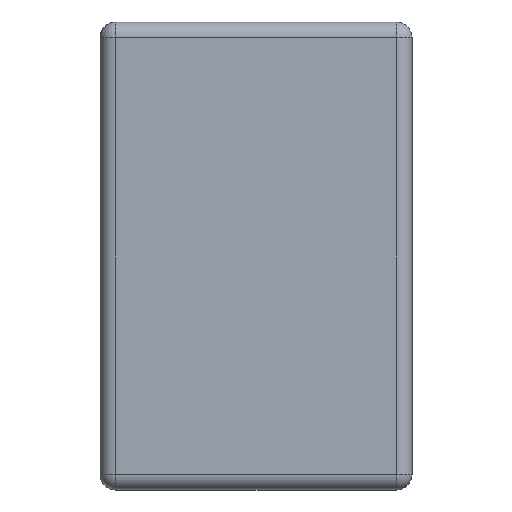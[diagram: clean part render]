
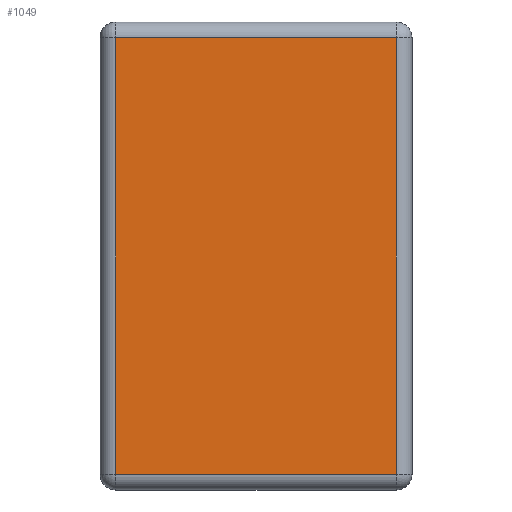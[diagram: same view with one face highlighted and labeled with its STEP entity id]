
A CAD part, left-side view. The second image highlights one B-rep face of the part: STEP entity #1049.
In plain terms, the highlighted planar face has unit normal (-1, 0, 0).
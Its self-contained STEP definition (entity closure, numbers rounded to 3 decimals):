
#114 = EDGE_CURVE ( 'NONE', #782, #2207, #1572, .T. ) ;
#328 = EDGE_CURVE ( 'NONE', #1923, #782, #3044, .T. ) ;
#397 = ORIENTED_EDGE ( 'NONE', *, *, #1824, .T. ) ;
#482 = DIRECTION ( 'NONE',  ( -1., 0., 0. ) ) ;
#491 = AXIS2_PLACEMENT_3D ( 'NONE', #1238, #482, #729 ) ;
#534 = CARTESIAN_POINT ( 'NONE',  ( -0.5, 0., 0.725 ) ) ;
#656 = ORIENTED_EDGE ( 'NONE', *, *, #2389, .T. ) ;
#729 = DIRECTION ( 'NONE',  ( 0., 0., 1. ) ) ;
#775 = CARTESIAN_POINT ( 'NONE',  ( -0.5, -0.225, 0.025 ) ) ;
#782 = VERTEX_POINT ( 'NONE', #1626 ) ;
#1049 = ADVANCED_FACE ( 'NONE', ( #3406 ), #1504, .T. ) ;
#1083 = VECTOR ( 'NONE', #1629, 1000. ) ;
#1238 = CARTESIAN_POINT ( 'NONE',  ( -0.5, 0., 0.75 ) ) ;
#1258 = ORIENTED_EDGE ( 'NONE', *, *, #114, .T. ) ;
#1416 = VERTEX_POINT ( 'NONE', #775 ) ;
#1504 = PLANE ( 'NONE',  #491 ) ;
#1516 = CARTESIAN_POINT ( 'NONE',  ( -0.5, -0.225, 0.75 ) ) ;
#1572 = LINE ( 'NONE', #3202, #2454 ) ;
#1620 = CARTESIAN_POINT ( 'NONE',  ( -0.5, -0.225, 0.725 ) ) ;
#1626 = CARTESIAN_POINT ( 'NONE',  ( -0.5, 0.225, 0.725 ) ) ;
#1629 = DIRECTION ( 'NONE',  ( 0., 1., 0. ) ) ;
#1748 = CARTESIAN_POINT ( 'NONE',  ( -0.5, -0.25, 0.025 ) ) ;
#1819 = LINE ( 'NONE', #1516, #2781 ) ;
#1824 = EDGE_CURVE ( 'NONE', #1416, #1923, #1819, .T. ) ;
#1836 = EDGE_LOOP ( 'NONE', ( #3249, #1258, #656, #397 ) ) ;
#1853 = DIRECTION ( 'NONE',  ( 0., 0., 1. ) ) ;
#1923 = VERTEX_POINT ( 'NONE', #1620 ) ;
#2207 = VERTEX_POINT ( 'NONE', #2256 ) ;
#2224 = VECTOR ( 'NONE', #2836, 1000. ) ;
#2256 = CARTESIAN_POINT ( 'NONE',  ( -0.5, 0.225, 0.025 ) ) ;
#2293 = LINE ( 'NONE', #1748, #2224 ) ;
#2389 = EDGE_CURVE ( 'NONE', #2207, #1416, #2293, .T. ) ;
#2454 = VECTOR ( 'NONE', #2658, 1000. ) ;
#2658 = DIRECTION ( 'NONE',  ( 0., 0., -1. ) ) ;
#2781 = VECTOR ( 'NONE', #1853, 1000. ) ;
#2836 = DIRECTION ( 'NONE',  ( 0., -1., 0. ) ) ;
#3044 = LINE ( 'NONE', #534, #1083 ) ;
#3202 = CARTESIAN_POINT ( 'NONE',  ( -0.5, 0.225, 0. ) ) ;
#3249 = ORIENTED_EDGE ( 'NONE', *, *, #328, .T. ) ;
#3406 = FACE_OUTER_BOUND ( 'NONE', #1836, .T. ) ;
